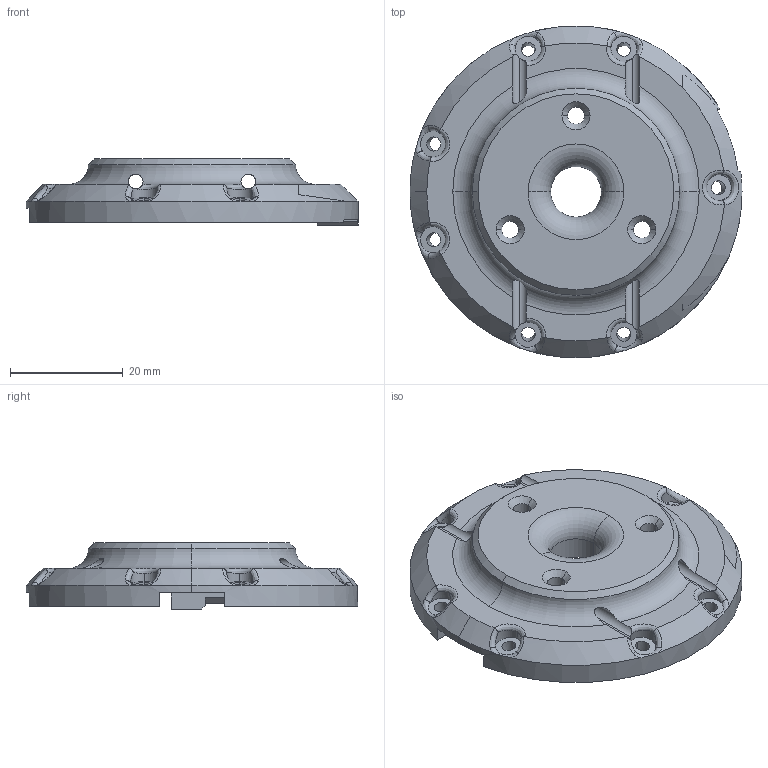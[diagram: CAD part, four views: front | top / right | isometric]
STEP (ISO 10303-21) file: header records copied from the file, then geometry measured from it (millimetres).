
FILE_DESCRIPTION (( 'STEP AP214' ), '1' );
FILE_NAME ('J3 Back Plate B 102.STEP', '2023-04-14T18:30:32', ( '' ), ( '' ), 'SwSTEP 2.0', 'SolidWorks 2022', '' );
FILE_SCHEMA (( 'AUTOMOTIVE_DESIGN' ));
Length unit declared in the file: millimetre
Products named in the file (1): J3 Back Plate B 102
Bounding box: 59 x 58.92 x 11.75 mm (x, y, z)
Volume: 13676.9 mm3; surface area: 8187.3 mm2
Topology: 1 solids, 1 shells, 170 faces, 477 edges, 309 vertices
Faces by surface type: plane 63, cylinder 48, bspline 26, cone 23, torus 10
Entity records: 7425 total; most frequent: CARTESIAN_POINT 3241, ORIENTED_EDGE 954, DIRECTION 775, EDGE_CURVE 477, VERTEX_POINT 309, AXIS2_PLACEMENT_3D 296, EDGE_LOOP 200, LINE 183
